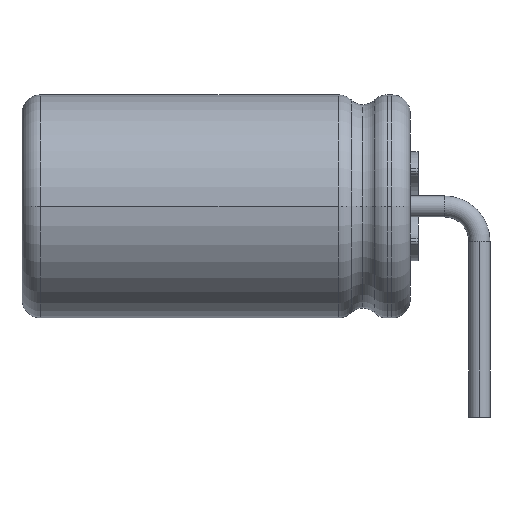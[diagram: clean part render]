
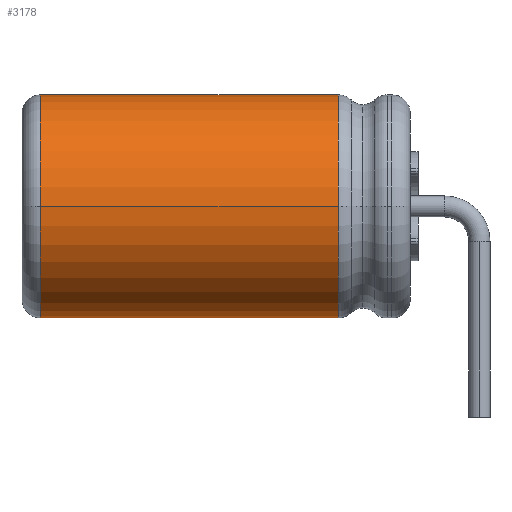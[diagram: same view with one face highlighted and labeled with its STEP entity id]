
A CAD part, left-side view. The second image highlights one B-rep face of the part: STEP entity #3178.
In plain terms, the highlighted cylindrical face has radius 3.175 mm (diameter 6.351 mm), a partial arc.
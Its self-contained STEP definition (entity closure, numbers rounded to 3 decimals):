
#2838 = CARTESIAN_POINT ( 'NONE',  ( 0., 2.52, -3.175 ) ) ;
#2839 = CARTESIAN_POINT ( 'NONE',  ( 0., 2.52, 3.175 ) ) ;
#2840 = DIRECTION ( 'NONE',  ( 1., 0., 0. ) ) ;
#2841 = DIRECTION ( 'NONE',  ( 0., -1., 0. ) ) ;
#2842 = CARTESIAN_POINT ( 'NONE',  ( 0., 2.52, 0. ) ) ;
#2843 = AXIS2_PLACEMENT_3D ( 'NONE', #2842, #2841, #2840 ) ;
#2844 = CIRCLE ( 'NONE', #2843, 3.175 ) ;
#2972 = EDGE_CURVE ( 'NONE', #2973, #2974, #2844, .T. ) ;
#2973 = VERTEX_POINT ( 'NONE', #2839 ) ;
#2974 = VERTEX_POINT ( 'NONE', #2838 ) ;
#2980 = EDGE_LOOP ( 'NONE', ( #3176, #3183, #3256, #3255 ) ) ;
#3176 = ORIENTED_EDGE ( 'NONE', *, *, #3182, .T. ) ;
#3177 = VERTEX_POINT ( 'NONE', #4208 ) ;
#3178 = ADVANCED_FACE ( 'NONE', ( #4207 ), #4353, .T. ) ;
#3179 = VERTEX_POINT ( 'NONE', #4352 ) ;
#3182 = EDGE_CURVE ( 'NONE', #3179, #3177, #4341, .T. ) ;
#3183 = ORIENTED_EDGE ( 'NONE', *, *, #3186, .F. ) ;
#3186 = EDGE_CURVE ( 'NONE', #2974, #3177, #4366, .T. ) ;
#3255 = ORIENTED_EDGE ( 'NONE', *, *, #3257, .F. ) ;
#3256 = ORIENTED_EDGE ( 'NONE', *, *, #2972, .F. ) ;
#3257 = EDGE_CURVE ( 'NONE', #3179, #2973, #4072, .T. ) ;
#4069 = DIRECTION ( 'NONE',  ( 0., -1., 0. ) ) ;
#4070 = VECTOR ( 'NONE', #4069, 1000. ) ;
#4071 = CARTESIAN_POINT ( 'NONE',  ( 0., 12.922, 3.175 ) ) ;
#4072 = LINE ( 'NONE', #4071, #4070 ) ;
#4207 = FACE_OUTER_BOUND ( 'NONE', #2980, .T. ) ;
#4208 = CARTESIAN_POINT ( 'NONE',  ( 0., 11., -3.175 ) ) ;
#4337 = DIRECTION ( 'NONE',  ( 1., 0., 0. ) ) ;
#4338 = DIRECTION ( 'NONE',  ( 0., -1., 0. ) ) ;
#4339 = CARTESIAN_POINT ( 'NONE',  ( 0., 11., 0. ) ) ;
#4340 = AXIS2_PLACEMENT_3D ( 'NONE', #4339, #4338, #4337 ) ;
#4341 = CIRCLE ( 'NONE', #4340, 3.175 ) ;
#4348 = DIRECTION ( 'NONE',  ( 1., 0., 0. ) ) ;
#4349 = DIRECTION ( 'NONE',  ( 0., 1., 0. ) ) ;
#4350 = CARTESIAN_POINT ( 'NONE',  ( 0., 12.922, 0. ) ) ;
#4351 = AXIS2_PLACEMENT_3D ( 'NONE', #4350, #4349, #4348 ) ;
#4352 = CARTESIAN_POINT ( 'NONE',  ( 0., 11., 3.175 ) ) ;
#4353 = CYLINDRICAL_SURFACE ( 'NONE', #4351, 3.175 ) ;
#4363 = DIRECTION ( 'NONE',  ( 0., 1., 0. ) ) ;
#4364 = VECTOR ( 'NONE', #4363, 1000. ) ;
#4365 = CARTESIAN_POINT ( 'NONE',  ( 0., 12.922, -3.175 ) ) ;
#4366 = LINE ( 'NONE', #4365, #4364 ) ;
